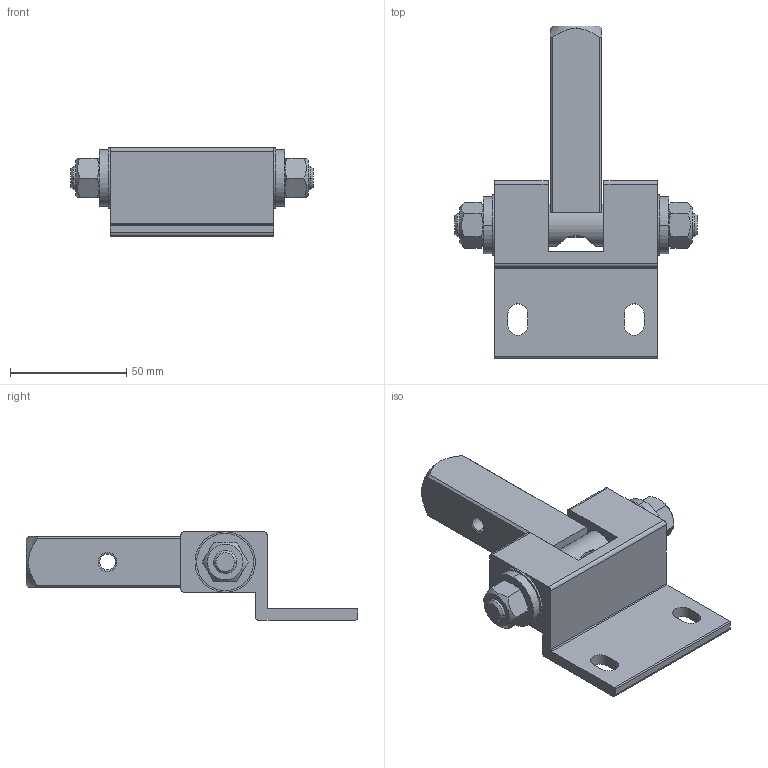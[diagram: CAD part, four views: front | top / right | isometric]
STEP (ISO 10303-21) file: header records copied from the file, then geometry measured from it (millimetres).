
FILE_DESCRIPTION(('Creo Elements/Direct Modeling STEP Export'),'2;1');
FILE_NAME('44.0325_Schwenkgelenk-MMS-44_Aufsteckvierkant-starr.stp','2022-03-21T 9:00:39',(''),(''),'PTC Creo Elements/Direct Modeling STEP processor for AP214 (Solid Model)','PTC Creo Elements/Direct Modeling 19.0C 15-Aug-2015 (C) Parametric Technology GmbH','');
FILE_SCHEMA(('AUTOMOTIVE_DESIGN { 1 0 10303 214 1 1 1 1 }'));
Length unit declared in the file: millimetre
Products named in the file (8): Drehachse_D18x98_96.7020_PX173932; Winkelprofil_76x70x38_96.7018_PX173930; Aufsteckvierkant_80x22x22-M8_96.7019_PX173929; Senkschraube-DIN7991_M8x30-8.8-verz_12102_PX173931; DU-Buchse-Bund_BB0810DU-8x10x8_18277_PX173935.02; Sicherungsmutter-DIN985_M10-8.8-verz_11022_PX173933.1; Unterlegscheibe-DIN7349_105-verz_17984_PX173934; Schwenkgelenk-MMS-44_Aufsteckvierkant-starr_44.0325_PX173936
Assembly tree (10 placements, depth 2):
  Schwenkgelenk-MMS-44_Aufsteckvierkant-starr_44.0325_PX173936
    Unterlegscheibe-DIN7349_105-verz_17984_PX173934  x2
    Sicherungsmutter-DIN985_M10-8.8-verz_11022_PX173933.1  x2
    DU-Buchse-Bund_BB0810DU-8x10x8_18277_PX173935.02  x2
    Senkschraube-DIN7991_M8x30-8.8-verz_12102_PX173931
    Aufsteckvierkant_80x22x22-M8_96.7019_PX173929
    Winkelprofil_76x70x38_96.7018_PX173930
    Drehachse_D18x98_96.7020_PX173932
Bounding box: 104 x 142.5 x 38 mm (x, y, z)
Volume: 115411 mm3; surface area: 45310 mm2
Topology: 10 solids, 10 shells, 187 faces, 453 edges, 287 vertices
Faces by surface type: plane 80, cylinder 57, cone 46, torus 4
Entity records: 6581 total; most frequent: CARTESIAN_POINT 2767, ORIENTED_EDGE 728, DIRECTION 657, EDGE_CURVE 364, AXIS2_PLACEMENT_3D 239, VERTEX_POINT 231, VECTOR 179, LINE 179
